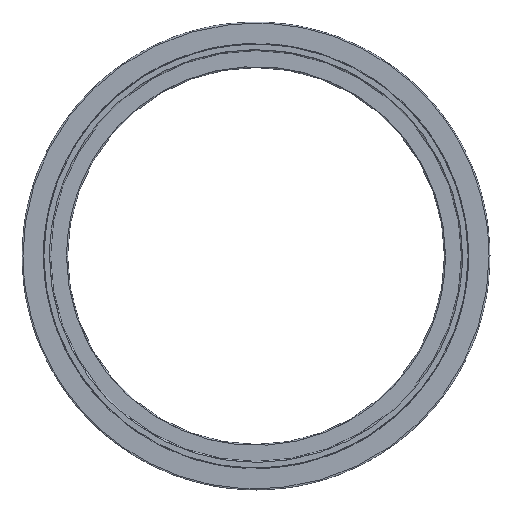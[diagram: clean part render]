
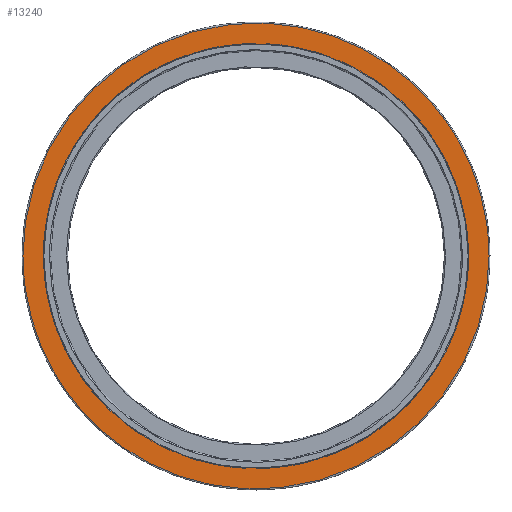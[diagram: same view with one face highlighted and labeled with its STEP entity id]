
A CAD part, left-side view. The second image highlights one B-rep face of the part: STEP entity #13240.
In plain terms, the highlighted planar face has unit normal (-1, 0, 0).
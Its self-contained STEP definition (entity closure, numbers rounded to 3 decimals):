
#33 = CARTESIAN_POINT ( 'NONE',  ( 0., -431.5, 0. ) ) ;
#41 = EDGE_LOOP ( 'NONE', ( #10232, #6475 ) ) ;
#117 = ORIENTED_EDGE ( 'NONE', *, *, #1141, .F. ) ;
#131 = VERTEX_POINT ( 'NONE', #7553 ) ;
#787 = PLANE ( 'NONE',  #6347 ) ;
#854 = DIRECTION ( 'NONE',  ( 0., 0., -1. ) ) ;
#1141 = EDGE_CURVE ( 'NONE', #15710, #131, #4812, .T. ) ;
#1163 = EDGE_LOOP ( 'NONE', ( #6963, #117 ) ) ;
#1433 = FACE_OUTER_BOUND ( 'NONE', #1163, .T. ) ;
#1954 = VERTEX_POINT ( 'NONE', #33 ) ;
#3092 = EDGE_CURVE ( 'NONE', #1954, #17363, #4057, .T. ) ;
#3928 =( BOUNDED_CURVE ( )  B_SPLINE_CURVE ( 3, ( #5859, #14730, #7359, #17736 ),
 .UNSPECIFIED., .F., .T. ) 
 B_SPLINE_CURVE_WITH_KNOTS ( ( 4, 4 ),
 ( 0., 1. ),
 .UNSPECIFIED. ) 
 CURVE ( )  GEOMETRIC_REPRESENTATION_ITEM ( )  RATIONAL_B_SPLINE_CURVE ( ( 1., 0.333, 0.333, 1. ) ) 
 REPRESENTATION_ITEM ( '' )  );
#4057 =( BOUNDED_CURVE ( )  B_SPLINE_CURVE ( 3, ( #5177, #7800, #7381, #12190 ),
 .UNSPECIFIED., .F., .T. ) 
 B_SPLINE_CURVE_WITH_KNOTS ( ( 4, 4 ),
 ( 0., 1. ),
 .UNSPECIFIED. ) 
 CURVE ( )  GEOMETRIC_REPRESENTATION_ITEM ( )  RATIONAL_B_SPLINE_CURVE ( ( 1., 0.333, 0.333, 1. ) ) 
 REPRESENTATION_ITEM ( '' )  );
#4812 =( BOUNDED_CURVE ( )  B_SPLINE_CURVE ( 3, ( #14804, #16754, #9590, #7682 ),
 .UNSPECIFIED., .F., .T. ) 
 B_SPLINE_CURVE_WITH_KNOTS ( ( 4, 4 ),
 ( 0., 1. ),
 .UNSPECIFIED. ) 
 CURVE ( )  GEOMETRIC_REPRESENTATION_ITEM ( )  RATIONAL_B_SPLINE_CURVE ( ( 1., 0.333, 0.333, 1. ) ) 
 REPRESENTATION_ITEM ( '' )  );
#5177 = CARTESIAN_POINT ( 'NONE',  ( 0., -431.5, 0. ) ) ;
#5792 = EDGE_CURVE ( 'NONE', #17363, #1954, #3928, .T. ) ;
#5859 = CARTESIAN_POINT ( 'NONE',  ( 0., 431.5, 0. ) ) ;
#6347 = AXIS2_PLACEMENT_3D ( 'NONE', #18747, #9876, #854 ) ;
#6475 = ORIENTED_EDGE ( 'NONE', *, *, #3092, .F. ) ;
#6705 = CARTESIAN_POINT ( 'NONE',  ( 0., -473., 946. ) ) ;
#6963 = ORIENTED_EDGE ( 'NONE', *, *, #8299, .F. ) ;
#7359 = CARTESIAN_POINT ( 'NONE',  ( 0., -431.5, -863. ) ) ;
#7381 = CARTESIAN_POINT ( 'NONE',  ( 0., 431.5, 863. ) ) ;
#7553 = CARTESIAN_POINT ( 'NONE',  ( 0., 473., 0. ) ) ;
#7682 = CARTESIAN_POINT ( 'NONE',  ( 0., 473., 0. ) ) ;
#7800 = CARTESIAN_POINT ( 'NONE',  ( 0., -431.5, 863. ) ) ;
#8299 = EDGE_CURVE ( 'NONE', #131, #15710, #12761, .T. ) ;
#8991 = FACE_BOUND ( 'NONE', #41, .T. ) ;
#9590 = CARTESIAN_POINT ( 'NONE',  ( 0., 473., -946. ) ) ;
#9876 = DIRECTION ( 'NONE',  ( 1., 0., 0. ) ) ;
#10232 = ORIENTED_EDGE ( 'NONE', *, *, #5792, .F. ) ;
#12190 = CARTESIAN_POINT ( 'NONE',  ( 0., 431.5, 0. ) ) ;
#12614 = CARTESIAN_POINT ( 'NONE',  ( 0., 473., 946. ) ) ;
#12761 =( BOUNDED_CURVE ( )  B_SPLINE_CURVE ( 3, ( #15516, #12614, #6705, #17055 ),
 .UNSPECIFIED., .F., .F. ) 
 B_SPLINE_CURVE_WITH_KNOTS ( ( 4, 4 ),
 ( 0., 1. ),
 .UNSPECIFIED. ) 
 CURVE ( )  GEOMETRIC_REPRESENTATION_ITEM ( )  RATIONAL_B_SPLINE_CURVE ( ( 1., 0.333, 0.333, 1. ) ) 
 REPRESENTATION_ITEM ( '' )  );
#13240 = ADVANCED_FACE ( 'NONE', ( #8991, #1433 ), #787, .F. ) ;
#14730 = CARTESIAN_POINT ( 'NONE',  ( 0., 431.5, -863. ) ) ;
#14804 = CARTESIAN_POINT ( 'NONE',  ( 0., -473., 0. ) ) ;
#15173 = CARTESIAN_POINT ( 'NONE',  ( 0., 431.5, 0. ) ) ;
#15373 = CARTESIAN_POINT ( 'NONE',  ( 0., -473., 0. ) ) ;
#15516 = CARTESIAN_POINT ( 'NONE',  ( 0., 473., 0. ) ) ;
#15710 = VERTEX_POINT ( 'NONE', #15373 ) ;
#16754 = CARTESIAN_POINT ( 'NONE',  ( 0., -473., -946. ) ) ;
#17055 = CARTESIAN_POINT ( 'NONE',  ( 0., -473., 0. ) ) ;
#17363 = VERTEX_POINT ( 'NONE', #15173 ) ;
#17736 = CARTESIAN_POINT ( 'NONE',  ( 0., -431.5, 0. ) ) ;
#18747 = CARTESIAN_POINT ( 'NONE',  ( 0., 0., 0. ) ) ;
